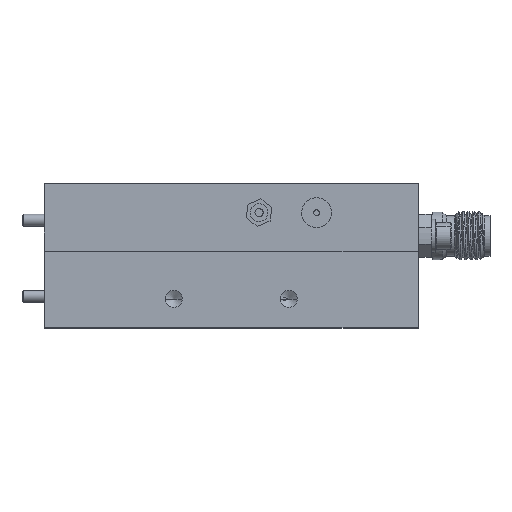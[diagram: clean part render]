
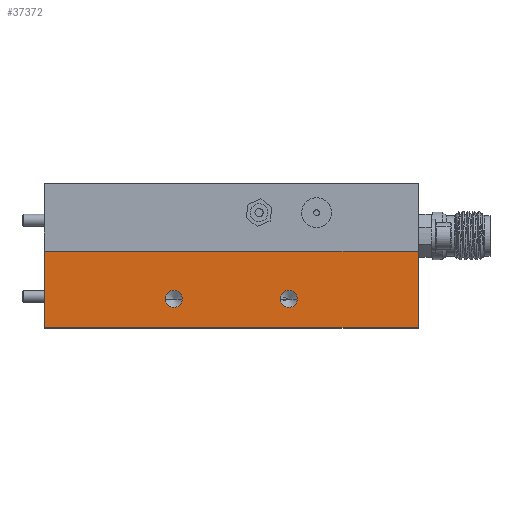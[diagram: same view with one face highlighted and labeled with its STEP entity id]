
A CAD part, top view. The second image highlights one B-rep face of the part: STEP entity #37372.
In plain terms, the highlighted planar face has unit normal (0, 0, 1).
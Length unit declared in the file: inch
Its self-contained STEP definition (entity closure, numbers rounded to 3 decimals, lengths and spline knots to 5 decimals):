
#104 = CARTESIAN_POINT ( 'NONE',  ( -1.67896, -0.3352, 2.19517 ) ) ;
#3030 = EDGE_CURVE ( 'NONE', #13313, #5196, #16437, .T. ) ;
#3505 = CARTESIAN_POINT ( 'NONE',  ( -2.35396, -0.5852, 2.19517 ) ) ;
#3977 = FACE_OUTER_BOUND ( 'NONE', #37287, .T. ) ;
#4813 = CARTESIAN_POINT ( 'NONE',  ( -1.67896, -0.3352, 2.19517 ) ) ;
#5008 = DIRECTION ( 'NONE',  ( 1., 0., 0. ) ) ;
#5196 = VERTEX_POINT ( 'NONE', #37149 ) ;
#5532 = EDGE_CURVE ( 'NONE', #20320, #19153, #35123, .T. ) ;
#6972 = EDGE_CURVE ( 'NONE', #38357, #22690, #9165, .T. ) ;
#7033 = PLANE ( 'NONE',  #12351 ) ;
#7430 = DIRECTION ( 'NONE',  ( 0., 0., -1. ) ) ;
#7577 = DIRECTION ( 'NONE',  ( 0., 0., 1. ) ) ;
#8013 = DIRECTION ( 'NONE',  ( 0., -1., 0. ) ) ;
#8301 = EDGE_CURVE ( 'NONE', #19551, #13768, #37743, .T. ) ;
#8851 = EDGE_LOOP ( 'NONE', ( #23814, #38441 ) ) ;
#9165 = CIRCLE ( 'NONE', #24550, 0.0445 ) ;
#9732 = DIRECTION ( 'NONE',  ( 1., 0., 0. ) ) ;
#9841 = CARTESIAN_POINT ( 'NONE',  ( -1.67896, -0.3352, 2.19517 ) ) ;
#10109 = CARTESIAN_POINT ( 'NONE',  ( -2.30946, -0.5852, 2.19517 ) ) ;
#11420 = DIRECTION ( 'NONE',  ( 0., 0., 1. ) ) ;
#11696 = ORIENTED_EDGE ( 'NONE', *, *, #17678, .F. ) ;
#12247 = CIRCLE ( 'NONE', #23158, 0.0445 ) ;
#12351 = AXIS2_PLACEMENT_3D ( 'NONE', #4813, #7430, #25905 ) ;
#12557 = CIRCLE ( 'NONE', #17692, 0.0445 ) ;
#13313 = VERTEX_POINT ( 'NONE', #104 ) ;
#13645 = FACE_BOUND ( 'NONE', #35719, .T. ) ;
#13768 = VERTEX_POINT ( 'NONE', #22304 ) ;
#14119 = ORIENTED_EDGE ( 'NONE', *, *, #20125, .T. ) ;
#15699 = ORIENTED_EDGE ( 'NONE', *, *, #6972, .F. ) ;
#16259 = FACE_BOUND ( 'NONE', #8851, .T. ) ;
#16437 = LINE ( 'NONE', #26284, #20203 ) ;
#17014 = CARTESIAN_POINT ( 'NONE',  ( -2.95396, -0.5852, 2.19517 ) ) ;
#17678 = EDGE_CURVE ( 'NONE', #19551, #13313, #25691, .T. ) ;
#17692 = AXIS2_PLACEMENT_3D ( 'NONE', #17014, #7577, #30157 ) ;
#19153 = VERTEX_POINT ( 'NONE', #35523 ) ;
#19551 = VERTEX_POINT ( 'NONE', #39287 ) ;
#20060 = VECTOR ( 'NONE', #31696, 39.37008 ) ;
#20125 = EDGE_CURVE ( 'NONE', #13768, #5196, #30768, .T. ) ;
#20203 = VECTOR ( 'NONE', #8013, 39.37008 ) ;
#20320 = VERTEX_POINT ( 'NONE', #10109 ) ;
#22109 = DIRECTION ( 'NONE',  ( 1., 0., 0. ) ) ;
#22304 = CARTESIAN_POINT ( 'NONE',  ( -3.62896, -0.7352, 2.19517 ) ) ;
#22589 = ORIENTED_EDGE ( 'NONE', *, *, #8301, .T. ) ;
#22690 = VERTEX_POINT ( 'NONE', #39569 ) ;
#23158 = AXIS2_PLACEMENT_3D ( 'NONE', #32578, #30357, #23413 ) ;
#23413 = DIRECTION ( 'NONE',  ( 1., 0., 0. ) ) ;
#23814 = ORIENTED_EDGE ( 'NONE', *, *, #5532, .F. ) ;
#24550 = AXIS2_PLACEMENT_3D ( 'NONE', #26683, #11420, #5008 ) ;
#25177 = CARTESIAN_POINT ( 'NONE',  ( -1.67896, -0.7352, 2.19517 ) ) ;
#25691 = LINE ( 'NONE', #9841, #26259 ) ;
#25905 = DIRECTION ( 'NONE',  ( -1., 0., 0. ) ) ;
#26259 = VECTOR ( 'NONE', #22109, 39.37008 ) ;
#26284 = CARTESIAN_POINT ( 'NONE',  ( -1.67896, -0.3352, 2.19517 ) ) ;
#26683 = CARTESIAN_POINT ( 'NONE',  ( -2.95396, -0.5852, 2.19517 ) ) ;
#28018 = DIRECTION ( 'NONE',  ( 0., 0., 1. ) ) ;
#28606 = DIRECTION ( 'NONE',  ( 1., 0., 0. ) ) ;
#30157 = DIRECTION ( 'NONE',  ( 1., 0., 0. ) ) ;
#30321 = EDGE_CURVE ( 'NONE', #19153, #20320, #12247, .T. ) ;
#30357 = DIRECTION ( 'NONE',  ( 0., 0., 1. ) ) ;
#30768 = LINE ( 'NONE', #25177, #35176 ) ;
#31696 = DIRECTION ( 'NONE',  ( 0., -1., 0. ) ) ;
#32578 = CARTESIAN_POINT ( 'NONE',  ( -2.35396, -0.5852, 2.19517 ) ) ;
#32810 = EDGE_CURVE ( 'NONE', #22690, #38357, #12557, .T. ) ;
#33155 = AXIS2_PLACEMENT_3D ( 'NONE', #3505, #28018, #28606 ) ;
#33277 = ORIENTED_EDGE ( 'NONE', *, *, #32810, .F. ) ;
#34295 = CARTESIAN_POINT ( 'NONE',  ( -3.62896, -0.3352, 2.19517 ) ) ;
#34672 = CARTESIAN_POINT ( 'NONE',  ( -2.90946, -0.5852, 2.19517 ) ) ;
#35123 = CIRCLE ( 'NONE', #33155, 0.0445 ) ;
#35176 = VECTOR ( 'NONE', #9732, 39.37008 ) ;
#35337 = ORIENTED_EDGE ( 'NONE', *, *, #3030, .F. ) ;
#35523 = CARTESIAN_POINT ( 'NONE',  ( -2.39846, -0.5852, 2.19517 ) ) ;
#35719 = EDGE_LOOP ( 'NONE', ( #15699, #33277 ) ) ;
#37149 = CARTESIAN_POINT ( 'NONE',  ( -1.67896, -0.7352, 2.19517 ) ) ;
#37287 = EDGE_LOOP ( 'NONE', ( #14119, #35337, #11696, #22589 ) ) ;
#37372 = ADVANCED_FACE ( 'NONE', ( #13645, #16259, #3977 ), #7033, .F. ) ;
#37743 = LINE ( 'NONE', #34295, #20060 ) ;
#38357 = VERTEX_POINT ( 'NONE', #34672 ) ;
#38441 = ORIENTED_EDGE ( 'NONE', *, *, #30321, .F. ) ;
#39287 = CARTESIAN_POINT ( 'NONE',  ( -3.62896, -0.3352, 2.19517 ) ) ;
#39569 = CARTESIAN_POINT ( 'NONE',  ( -2.99846, -0.5852, 2.19517 ) ) ;
